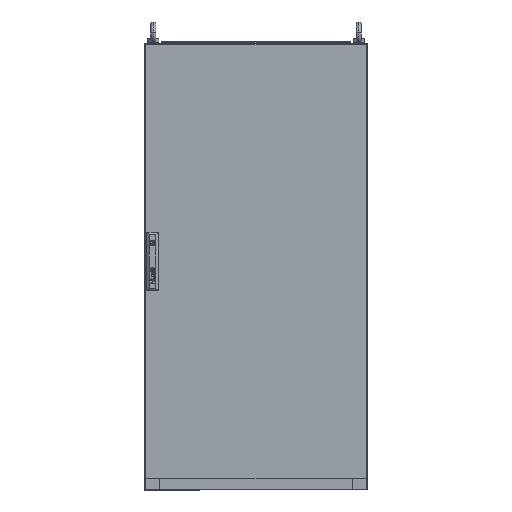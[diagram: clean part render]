
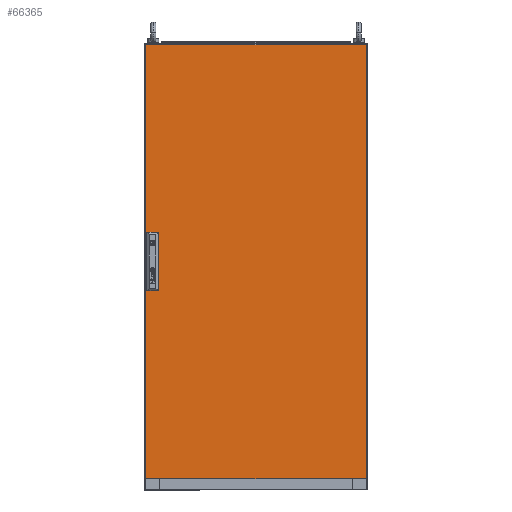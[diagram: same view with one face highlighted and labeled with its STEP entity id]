
A CAD part, top view. The second image highlights one B-rep face of the part: STEP entity #66365.
In plain terms, the highlighted planar face has unit normal (0, 0, 1).
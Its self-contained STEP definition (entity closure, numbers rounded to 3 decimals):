
#2537 = VECTOR ( 'NONE', #149096, 1000. ) ;
#8951 = ORIENTED_EDGE ( 'NONE', *, *, #91519, .F. ) ;
#9771 = VECTOR ( 'NONE', #122337, 1000. ) ;
#10933 = EDGE_CURVE ( 'NONE', #158478, #50728, #64701, .T. ) ;
#14957 = CARTESIAN_POINT ( 'NONE',  ( -265.7, -11.5, 0. ) ) ;
#17151 = VERTEX_POINT ( 'NONE', #14957 ) ;
#18368 = EDGE_CURVE ( 'NONE', #89580, #147375, #54733, .T. ) ;
#22899 = LINE ( 'NONE', #126146, #24080 ) ;
#24080 = VECTOR ( 'NONE', #74844, 1000. ) ;
#24115 = EDGE_CURVE ( 'NONE', #17151, #158478, #56901, .T. ) ;
#24608 = DIRECTION ( 'NONE',  ( 0., -1., 0. ) ) ;
#24958 = CARTESIAN_POINT ( 'NONE',  ( -290.7, -11.5, 0. ) ) ;
#25723 = EDGE_CURVE ( 'NONE', #147375, #153827, #71868, .T. ) ;
#26131 = DIRECTION ( 'NONE',  ( -1., 0., 0. ) ) ;
#27266 = FACE_BOUND ( 'NONE', #34150, .T. ) ;
#29761 = FACE_OUTER_BOUND ( 'NONE', #138042, .T. ) ;
#30025 = LINE ( 'NONE', #81147, #128293 ) ;
#30482 = AXIS2_PLACEMENT_3D ( 'NONE', #107392, #108212, #156802 ) ;
#32899 = EDGE_CURVE ( 'NONE', #116883, #101769, #142321, .T. ) ;
#34150 = EDGE_LOOP ( 'NONE', ( #108384, #121968, #79847, #8951 ) ) ;
#34338 = CARTESIAN_POINT ( 'NONE',  ( 297., 597., 0. ) ) ;
#36138 = VECTOR ( 'NONE', #83357, 1000. ) ;
#36949 = VECTOR ( 'NONE', #82038, 1000. ) ;
#40570 = CARTESIAN_POINT ( 'NONE',  ( -290.7, -61.5, 0. ) ) ;
#40709 = ORIENTED_EDGE ( 'NONE', *, *, #48690, .F. ) ;
#41511 = VERTEX_POINT ( 'NONE', #90576 ) ;
#42450 = CARTESIAN_POINT ( 'NONE',  ( -297., 597., 0. ) ) ;
#43531 = ORIENTED_EDGE ( 'NONE', *, *, #69679, .F. ) ;
#44922 = VECTOR ( 'NONE', #26131, 1000. ) ;
#46819 = ORIENTED_EDGE ( 'NONE', *, *, #18368, .T. ) ;
#48690 = EDGE_CURVE ( 'NONE', #101769, #41511, #30025, .T. ) ;
#50728 = VERTEX_POINT ( 'NONE', #40570 ) ;
#53595 = LINE ( 'NONE', #42450, #99510 ) ;
#54733 = LINE ( 'NONE', #70888, #36949 ) ;
#55289 = DIRECTION ( 'NONE',  ( 0., -1., 0. ) ) ;
#56012 = VECTOR ( 'NONE', #165345, 1000. ) ;
#56655 = CARTESIAN_POINT ( 'NONE',  ( 297., 597., 0. ) ) ;
#56901 = LINE ( 'NONE', #136323, #36138 ) ;
#57777 = CARTESIAN_POINT ( 'NONE',  ( -265.7, 88.5, 0. ) ) ;
#61326 = LINE ( 'NONE', #166987, #56012 ) ;
#61707 = EDGE_CURVE ( 'NONE', #41511, #128236, #22899, .T. ) ;
#64560 = CARTESIAN_POINT ( 'NONE',  ( -265.7, -61.5, 0. ) ) ;
#64701 = LINE ( 'NONE', #144093, #115435 ) ;
#65389 = CARTESIAN_POINT ( 'NONE',  ( -290.7, 38.5, 0. ) ) ;
#66365 = ADVANCED_FACE ( 'NONE', ( #80028, #27266, #29761 ), #81731, .T. ) ;
#67683 = ORIENTED_EDGE ( 'NONE', *, *, #61707, .F. ) ;
#69679 = EDGE_CURVE ( 'NONE', #128236, #116883, #69727, .T. ) ;
#69727 = LINE ( 'NONE', #57777, #2537 ) ;
#70888 = CARTESIAN_POINT ( 'NONE',  ( -297., -570., 0. ) ) ;
#71868 = LINE ( 'NONE', #34338, #9771 ) ;
#74324 = EDGE_CURVE ( 'NONE', #153827, #129084, #114869, .T. ) ;
#74844 = DIRECTION ( 'NONE',  ( 0., 1., 0. ) ) ;
#78208 = DIRECTION ( 'NONE',  ( 0., 1., 0. ) ) ;
#79847 = ORIENTED_EDGE ( 'NONE', *, *, #167333, .F. ) ;
#80028 = FACE_BOUND ( 'NONE', #164140, .T. ) ;
#81147 = CARTESIAN_POINT ( 'NONE',  ( -265.7, 38.5, 0. ) ) ;
#81731 = PLANE ( 'NONE',  #30482 ) ;
#82038 = DIRECTION ( 'NONE',  ( 1., 0., 0. ) ) ;
#83176 = VECTOR ( 'NONE', #78208, 1000. ) ;
#83357 = DIRECTION ( 'NONE',  ( -1., 0., 0. ) ) ;
#89580 = VERTEX_POINT ( 'NONE', #97556 ) ;
#89716 = CARTESIAN_POINT ( 'NONE',  ( -297., 597., 0. ) ) ;
#90576 = CARTESIAN_POINT ( 'NONE',  ( -265.7, 38.5, 0. ) ) ;
#91519 = EDGE_CURVE ( 'NONE', #50728, #146729, #61326, .T. ) ;
#93950 = DIRECTION ( 'NONE',  ( 1., 0., 0. ) ) ;
#96129 = ORIENTED_EDGE ( 'NONE', *, *, #32899, .F. ) ;
#97556 = CARTESIAN_POINT ( 'NONE',  ( -297., -570., 0. ) ) ;
#99510 = VECTOR ( 'NONE', #55289, 1000. ) ;
#101769 = VERTEX_POINT ( 'NONE', #108429 ) ;
#107392 = CARTESIAN_POINT ( 'NONE',  ( 0., 0., 0. ) ) ;
#108212 = DIRECTION ( 'NONE',  ( 0., 0., 1. ) ) ;
#108384 = ORIENTED_EDGE ( 'NONE', *, *, #10933, .F. ) ;
#108429 = CARTESIAN_POINT ( 'NONE',  ( -290.7, 38.5, 0. ) ) ;
#114013 = ORIENTED_EDGE ( 'NONE', *, *, #25723, .T. ) ;
#114869 = LINE ( 'NONE', #142974, #44922 ) ;
#115435 = VECTOR ( 'NONE', #156813, 1000. ) ;
#116883 = VERTEX_POINT ( 'NONE', #129593 ) ;
#121274 = CARTESIAN_POINT ( 'NONE',  ( -265.7, -61.5, 0. ) ) ;
#121968 = ORIENTED_EDGE ( 'NONE', *, *, #24115, .F. ) ;
#122337 = DIRECTION ( 'NONE',  ( 0., 1., 0. ) ) ;
#124430 = CARTESIAN_POINT ( 'NONE',  ( -265.7, 88.5, 0. ) ) ;
#126146 = CARTESIAN_POINT ( 'NONE',  ( -265.7, 38.5, 0. ) ) ;
#128236 = VERTEX_POINT ( 'NONE', #124430 ) ;
#128293 = VECTOR ( 'NONE', #93950, 1000. ) ;
#129084 = VERTEX_POINT ( 'NONE', #89716 ) ;
#129593 = CARTESIAN_POINT ( 'NONE',  ( -290.7, 88.5, 0. ) ) ;
#130313 = ORIENTED_EDGE ( 'NONE', *, *, #74324, .T. ) ;
#131169 = LINE ( 'NONE', #64560, #83176 ) ;
#136323 = CARTESIAN_POINT ( 'NONE',  ( -265.7, -11.5, 0. ) ) ;
#136503 = VECTOR ( 'NONE', #24608, 1000. ) ;
#138042 = EDGE_LOOP ( 'NONE', ( #144832, #46819, #114013, #130313 ) ) ;
#142321 = LINE ( 'NONE', #65389, #136503 ) ;
#142974 = CARTESIAN_POINT ( 'NONE',  ( -297., 597., 0. ) ) ;
#144093 = CARTESIAN_POINT ( 'NONE',  ( -290.7, -61.5, 0. ) ) ;
#144832 = ORIENTED_EDGE ( 'NONE', *, *, #166331, .T. ) ;
#146729 = VERTEX_POINT ( 'NONE', #121274 ) ;
#147375 = VERTEX_POINT ( 'NONE', #151341 ) ;
#149096 = DIRECTION ( 'NONE',  ( -1., 0., 0. ) ) ;
#151341 = CARTESIAN_POINT ( 'NONE',  ( 297., -570., 0. ) ) ;
#153827 = VERTEX_POINT ( 'NONE', #56655 ) ;
#156802 = DIRECTION ( 'NONE',  ( 1., 0., 0. ) ) ;
#156813 = DIRECTION ( 'NONE',  ( 0., -1., 0. ) ) ;
#158478 = VERTEX_POINT ( 'NONE', #24958 ) ;
#164140 = EDGE_LOOP ( 'NONE', ( #96129, #43531, #67683, #40709 ) ) ;
#165345 = DIRECTION ( 'NONE',  ( 1., 0., 0. ) ) ;
#166331 = EDGE_CURVE ( 'NONE', #129084, #89580, #53595, .T. ) ;
#166987 = CARTESIAN_POINT ( 'NONE',  ( -265.7, -61.5, 0. ) ) ;
#167333 = EDGE_CURVE ( 'NONE', #146729, #17151, #131169, .T. ) ;
